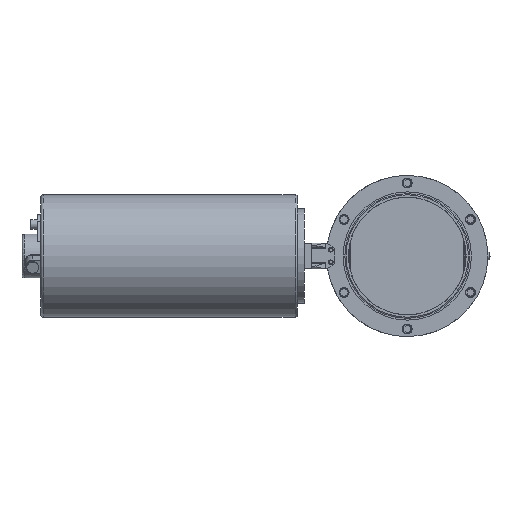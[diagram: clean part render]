
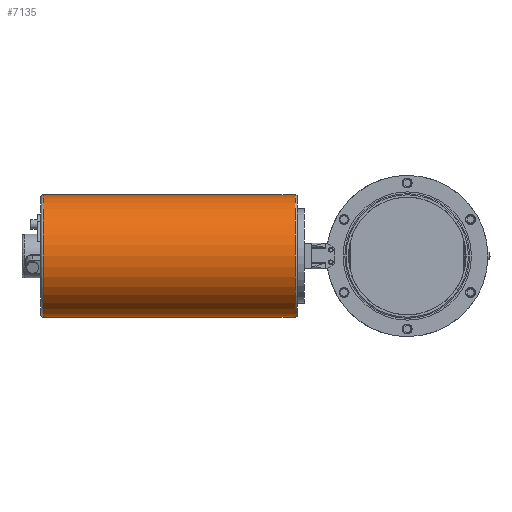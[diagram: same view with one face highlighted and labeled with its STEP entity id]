
A CAD part, left-side view. The second image highlights one B-rep face of the part: STEP entity #7135.
In plain terms, the highlighted cylindrical face has radius 52 mm (diameter 104 mm), a partial arc.
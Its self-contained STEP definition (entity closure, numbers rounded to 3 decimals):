
#376 = CARTESIAN_POINT ( 'NONE',  ( 0., 95.35, 52. ) ) ;
#654 = ORIENTED_EDGE ( 'NONE', *, *, #9309, .F. ) ;
#656 = DIRECTION ( 'NONE',  ( 0., -1., 0. ) ) ;
#1208 = ORIENTED_EDGE ( 'NONE', *, *, #11691, .T. ) ;
#1984 = CARTESIAN_POINT ( 'NONE',  ( 0., 95.35, -52. ) ) ;
#3003 = DIRECTION ( 'NONE',  ( 0., -1., 0. ) ) ;
#3219 = DIRECTION ( 'NONE',  ( 0., -1., 0. ) ) ;
#3260 = FACE_OUTER_BOUND ( 'NONE', #7588, .T. ) ;
#3446 = VERTEX_POINT ( 'NONE', #6197 ) ;
#4353 = VERTEX_POINT ( 'NONE', #376 ) ;
#6197 = CARTESIAN_POINT ( 'NONE',  ( 0., 309.35, 52. ) ) ;
#6676 = DIRECTION ( 'NONE',  ( 0., 0., 1. ) ) ;
#7135 = ADVANCED_FACE ( 'NONE', ( #3260 ), #8746, .T. ) ;
#7393 = ORIENTED_EDGE ( 'NONE', *, *, #12755, .T. ) ;
#7541 = VECTOR ( 'NONE', #3219, 1000. ) ;
#7588 = EDGE_LOOP ( 'NONE', ( #654, #1208, #7393, #14043 ) ) ;
#7731 = CARTESIAN_POINT ( 'NONE',  ( 0., 95.35, 0. ) ) ;
#7902 = DIRECTION ( 'NONE',  ( 0., -1., 0. ) ) ;
#8746 = CYLINDRICAL_SURFACE ( 'NONE', #10356, 52. ) ;
#8895 = CARTESIAN_POINT ( 'NONE',  ( 0., 311.35, 0. ) ) ;
#9232 = CIRCLE ( 'NONE', #13357, 52. ) ;
#9309 = EDGE_CURVE ( 'NONE', #3446, #4353, #13744, .T. ) ;
#9635 = CARTESIAN_POINT ( 'NONE',  ( 0., 309.35, -52. ) ) ;
#10011 = LINE ( 'NONE', #13747, #14155 ) ;
#10356 = AXIS2_PLACEMENT_3D ( 'NONE', #8895, #7902, #12561 ) ;
#10396 = EDGE_CURVE ( 'NONE', #13745, #4353, #9232, .T. ) ;
#11691 = EDGE_CURVE ( 'NONE', #3446, #11964, #12918, .T. ) ;
#11964 = VERTEX_POINT ( 'NONE', #9635 ) ;
#12561 = DIRECTION ( 'NONE',  ( 0., 0., -1. ) ) ;
#12601 = CARTESIAN_POINT ( 'NONE',  ( 0., 311.35, 52. ) ) ;
#12755 = EDGE_CURVE ( 'NONE', #11964, #13745, #10011, .T. ) ;
#12918 = CIRCLE ( 'NONE', #14865, 52. ) ;
#13357 = AXIS2_PLACEMENT_3D ( 'NONE', #7731, #14516, #13452 ) ;
#13452 = DIRECTION ( 'NONE',  ( 0., 0., 1. ) ) ;
#13459 = CARTESIAN_POINT ( 'NONE',  ( 0., 309.35, 0. ) ) ;
#13744 = LINE ( 'NONE', #12601, #7541 ) ;
#13745 = VERTEX_POINT ( 'NONE', #1984 ) ;
#13747 = CARTESIAN_POINT ( 'NONE',  ( 0., 311.35, -52. ) ) ;
#14043 = ORIENTED_EDGE ( 'NONE', *, *, #10396, .T. ) ;
#14155 = VECTOR ( 'NONE', #3003, 1000. ) ;
#14516 = DIRECTION ( 'NONE',  ( 0., 1., 0. ) ) ;
#14865 = AXIS2_PLACEMENT_3D ( 'NONE', #13459, #656, #6676 ) ;
